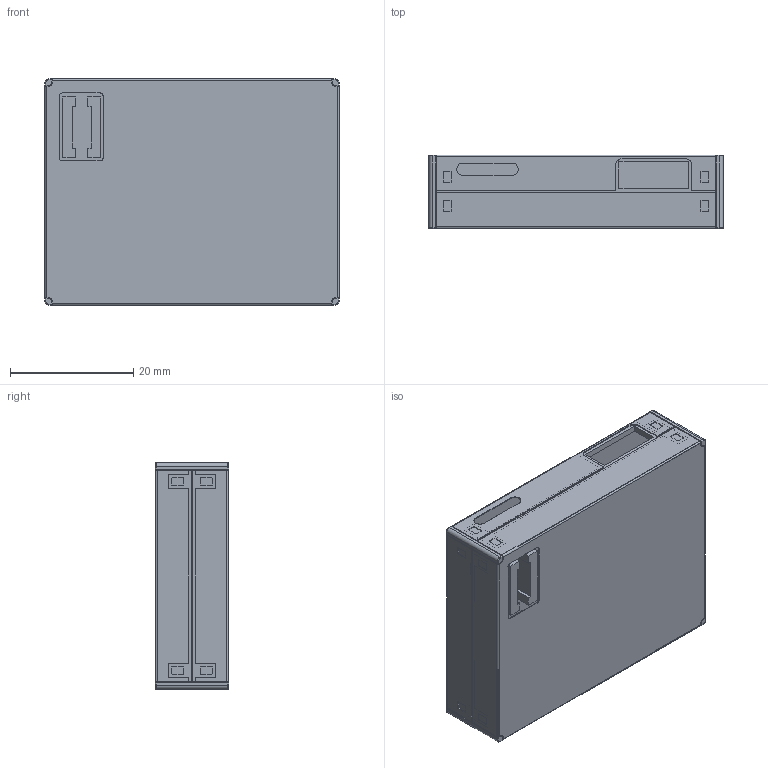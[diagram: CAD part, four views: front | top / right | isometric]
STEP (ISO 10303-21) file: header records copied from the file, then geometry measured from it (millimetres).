
FILE_DESCRIPTION (( 'STEP AP214' ), '1' );
FILE_NAME ('PLANTOWER_PMS7003.step', '2020-12-07T12:10:42+00:00', 'Stefan Hamminga', '', '', '', '');
FILE_SCHEMA (( 'AUTOMOTIVE_DESIGN' ));
Length unit declared in the file: millimetre
Products named in the file (1): PLANTOWER_PMS7003
Bounding box: 47.75 x 11.95 x 36.75 mm (x, y, z)
Volume: 1382.2 mm3; surface area: 11974.5 mm2
Topology: 5 solids, 5 shells, 542 faces, 1483 edges, 946 vertices
Faces by surface type: plane 342, cylinder 149, bspline 19, sphere 16, torus 16
Entity records: 18293 total; most frequent: CARTESIAN_POINT 4375, ORIENTED_EDGE 2934, DIRECTION 2791, EDGE_CURVE 1467, LINE 1115, VECTOR 1115, VERTEX_POINT 946, AXIS2_PLACEMENT_3D 838
